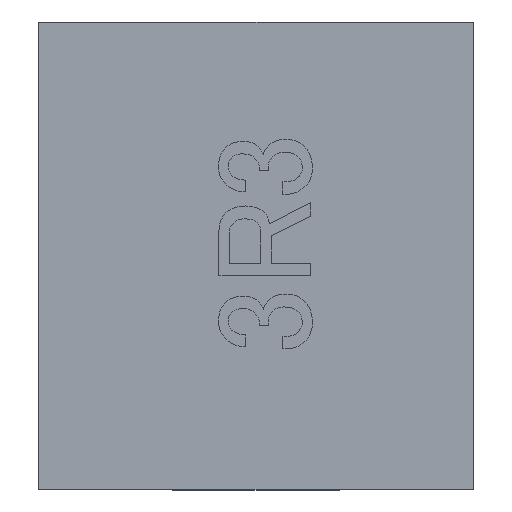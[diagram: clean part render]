
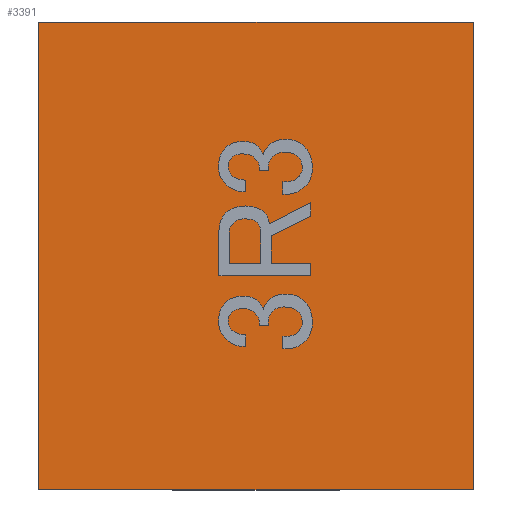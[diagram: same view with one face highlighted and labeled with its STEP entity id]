
A CAD part, top view. The second image highlights one B-rep face of the part: STEP entity #3391.
In plain terms, the highlighted free-form (B-spline) face has degree [1, 1] with [2, 2] control points.
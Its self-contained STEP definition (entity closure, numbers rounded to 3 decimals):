
#3356=CARTESIAN_POINT('',(-2.88,-3.08,2.8));
#3357=CARTESIAN_POINT('',(-2.88,3.08,2.8));
#3358=CARTESIAN_POINT('',(3.28,-3.08,2.8));
#3359=CARTESIAN_POINT('',(3.28,3.08,2.8));
#3360=B_SPLINE_SURFACE_WITH_KNOTS('',1,1,((#3356,#3357),(#3358,#3359)),.PLANE_SURF.,.F.,.F.,.U.,(2,2),(2,2),(0.,1.),(0.,1.),.UNSPECIFIED.);
#3361=CARTESIAN_POINT('',(-2.6,-2.8,2.8));
#3362=VERTEX_POINT('',#3361);
#3363=CARTESIAN_POINT('',(2.6,-2.8,2.8));
#3364=VERTEX_POINT('',#3363);
#3365=CARTESIAN_POINT('',(-2.6,-2.8,2.8));
#3366=CARTESIAN_POINT('',(2.6,-2.8,2.8));
#3367=B_SPLINE_CURVE_WITH_KNOTS('',1,(#3365,#3366),.UNSPECIFIED.,.F.,.U.,(2,2),(0.,1.),.UNSPECIFIED.);
#3368=EDGE_CURVE('',#3362,#3364,#3367,.T.);
#3369=ORIENTED_EDGE('',*,*,#3368,.T.);
#3370=CARTESIAN_POINT('',(2.6,2.8,2.8));
#3371=VERTEX_POINT('',#3370);
#3372=CARTESIAN_POINT('',(2.6,-2.8,2.8));
#3373=CARTESIAN_POINT('',(2.6,2.8,2.8));
#3374=B_SPLINE_CURVE_WITH_KNOTS('',1,(#3372,#3373),.UNSPECIFIED.,.F.,.U.,(2,2),(0.,1.),.UNSPECIFIED.);
#3375=EDGE_CURVE('',#3364,#3371,#3374,.T.);
#3376=ORIENTED_EDGE('',*,*,#3375,.T.);
#3377=CARTESIAN_POINT('',(-2.6,2.8,2.8));
#3378=VERTEX_POINT('',#3377);
#3379=CARTESIAN_POINT('',(2.6,2.8,2.8));
#3380=CARTESIAN_POINT('',(-2.6,2.8,2.8));
#3381=B_SPLINE_CURVE_WITH_KNOTS('',1,(#3379,#3380),.UNSPECIFIED.,.F.,.U.,(2,2),(0.,1.),.UNSPECIFIED.);
#3382=EDGE_CURVE('',#3371,#3378,#3381,.T.);
#3383=ORIENTED_EDGE('',*,*,#3382,.T.);
#3384=CARTESIAN_POINT('',(-2.6,2.8,2.8));
#3385=CARTESIAN_POINT('',(-2.6,-2.8,2.8));
#3386=B_SPLINE_CURVE_WITH_KNOTS('',1,(#3384,#3385),.UNSPECIFIED.,.F.,.U.,(2,2),(0.,1.),.UNSPECIFIED.);
#3387=EDGE_CURVE('',#3378,#3362,#3386,.T.);
#3388=ORIENTED_EDGE('',*,*,#3387,.T.);
#3389=EDGE_LOOP('',(#3369,#3376,#3383,#3388));
#3390=FACE_OUTER_BOUND('',#3389,.T.);
#3391=ADVANCED_FACE('',(#3390),#3360,.T.);
